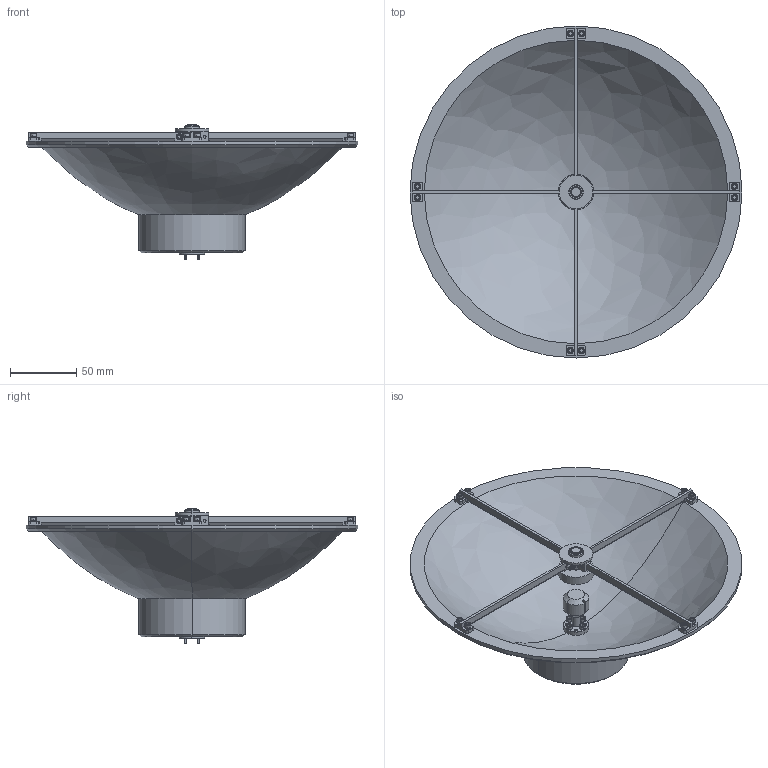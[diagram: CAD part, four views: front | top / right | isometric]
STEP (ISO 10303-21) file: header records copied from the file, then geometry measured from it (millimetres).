
FILE_DESCRIPTION (( 'STEP AP203' ), '1' );
FILE_NAME ('SAY-7138634212-10-S1.STEP', '2022-12-19T18:33:30', ( '' ), ( '' ), 'SwSTEP 2.0', 'SolidWorks 2021', '' );
FILE_SCHEMA (( 'CONFIG_CONTROL_DESIGN' ));
Length unit declared in the file: inch
Products named in the file (1): SAY-7138634212-10-S1
Bounding box: 250.19 x 250.19 x 101.48 mm (x, y, z)
Volume: 312881 mm3; surface area: 151033.4 mm2
Topology: 46 solids, 50 shells, 1297 faces, 2812 edges, 1652 vertices
Faces by surface type: plane 488, cone 400, cylinder 393, bspline 8, torus 8
Entity records: 36189 total; most frequent: CARTESIAN_POINT 7770, DIRECTION 6232, ORIENTED_EDGE 5528, EDGE_CURVE 2764, AXIS2_PLACEMENT_3D 2436, VERTEX_POINT 1652, EDGE_LOOP 1468, VECTOR 1360
